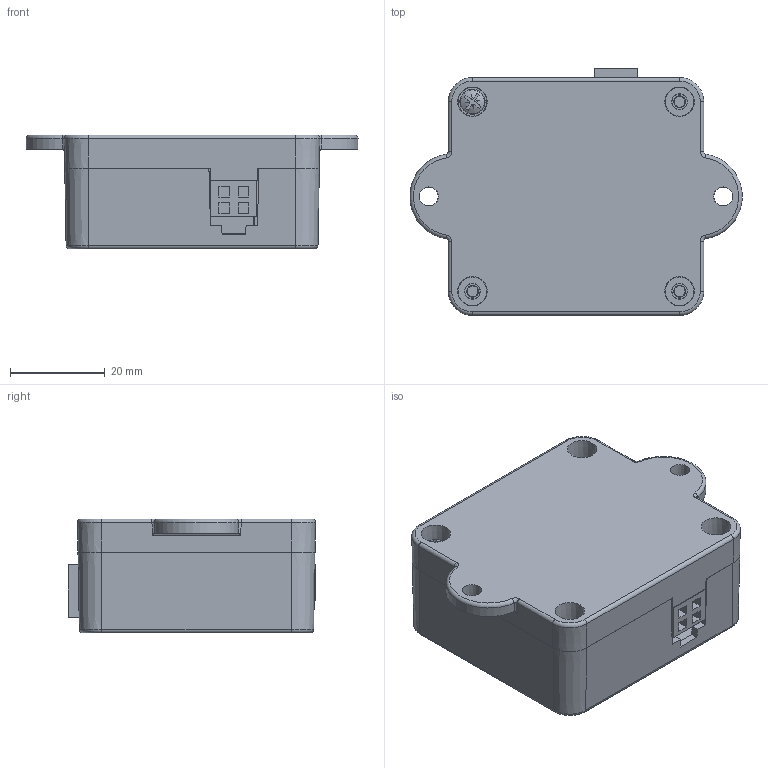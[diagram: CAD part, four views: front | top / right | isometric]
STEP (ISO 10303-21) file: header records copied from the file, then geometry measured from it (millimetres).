
FILE_DESCRIPTION(/* description */ ('S1222 CASE ASSEMBLY'),/* implementation_level */ '2;1');
FILE_NAME(/* name */ '8840029.stp',/* time_stamp */ '2023-02-08T14:41:28+00:00',/* author */ ('Admin'),/* organization */ (''),/* preprocessor_version */ 'ST-DEVELOPER v18.1',/* originating_system */ 'Autodesk Inventor 2022',/* authorisation */ '');
FILE_SCHEMA (('AUTOMOTIVE_DESIGN { 1 0 10303 214 3 1 1 }'));
Length unit declared in the file: millimetre
Products named in the file (5): 8840029; 8510132; 8870012; 8510131; TR Fastenings Ltd-3MMX12MM
Assembly tree (4 placements, depth 2):
  8840029
    8510132
    8870012
    8510131
    TR Fastenings Ltd-3MMX12MM
Bounding box: 69.91 x 52.02 x 24 mm (x, y, z)
Volume: 30052.1 mm3; surface area: 29151.2 mm2
Topology: 4 solids, 4 shells, 816 faces, 2150 edges, 1388 vertices
Faces by surface type: plane 407, bspline 228, cylinder 82, cone 45, torus 30, sphere 24
Full cylindrical faces by diameter (mm): 0.9 x1, 1.76 x8, 3 x7, 3.5 x4, 5.5 x1, 6.2 x1, 9.2 x1
Entity records: 28366 total; most frequent: CARTESIAN_POINT 9486, ORIENTED_EDGE 4288, DIRECTION 3104, EDGE_CURVE 2144, VERTEX_POINT 1388, LINE 1308, VECTOR 1308, AXIS2_PLACEMENT_3D 898
